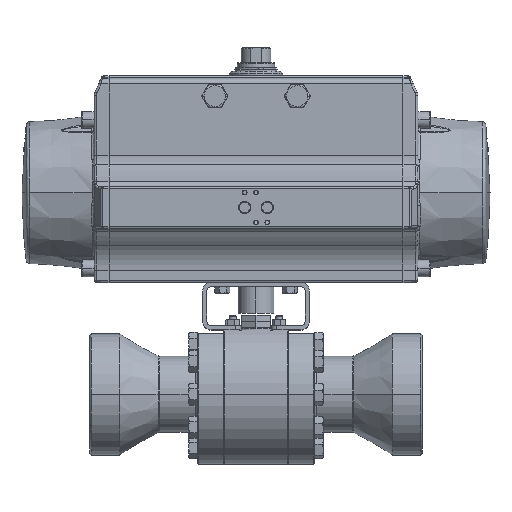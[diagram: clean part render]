
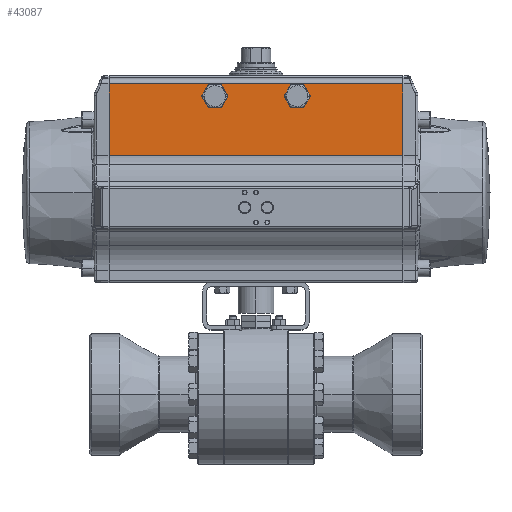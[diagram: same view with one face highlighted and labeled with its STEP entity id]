
A CAD part, top view. The second image highlights one B-rep face of the part: STEP entity #43087.
In plain terms, the highlighted planar face has unit normal (0, 0, 1).
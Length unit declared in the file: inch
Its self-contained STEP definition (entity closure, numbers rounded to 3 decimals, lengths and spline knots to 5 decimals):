
#1967 = CIRCLE ( 'NONE', #52368, 0.47244 ) ;
#2300 = B_SPLINE_CURVE_WITH_KNOTS ( 'NONE', 3,
 ( #15457, #35053, #74787, #35325 ),
 .UNSPECIFIED., .F., .F.,
 ( 4, 4 ),
 ( 0., 1. ),
 .UNSPECIFIED. ) ;
#4743 = CIRCLE ( 'NONE', #65169, 0.47244 ) ;
#7771 = DIRECTION ( 'NONE',  ( 0., 0., 1. ) ) ;
#9512 = CARTESIAN_POINT ( 'NONE',  ( -6.97834, 10.40503, 2.99093 ) ) ;
#11699 = CARTESIAN_POINT ( 'NONE',  ( -6.97834, 13.40258, 2.99093 ) ) ;
#14177 = DIRECTION ( 'NONE',  ( 0., 0., 1. ) ) ;
#15457 = CARTESIAN_POINT ( 'NONE',  ( -6.97834, 13.40258, 2.99093 ) ) ;
#16889 = EDGE_LOOP ( 'NONE', ( #55080, #22238 ) ) ;
#16966 = ORIENTED_EDGE ( 'NONE', *, *, #25881, .T. ) ;
#17807 = ORIENTED_EDGE ( 'NONE', *, *, #41511, .F. ) ;
#18962 = CARTESIAN_POINT ( 'NONE',  ( 5.38387, 13.40258, 2.99093 ) ) ;
#20141 = DIRECTION ( 'NONE',  ( 0., 1., 0. ) ) ;
#20378 = LINE ( 'NONE', #59631, #70885 ) ;
#22106 = EDGE_CURVE ( 'NONE', #62117, #63722, #36126, .T. ) ;
#22238 = ORIENTED_EDGE ( 'NONE', *, *, #43447, .F. ) ;
#24871 = ORIENTED_EDGE ( 'NONE', *, *, #39900, .F. ) ;
#25510 = CARTESIAN_POINT ( 'NONE',  ( 5.38387, 10.40503, 2.99093 ) ) ;
#25634 = VERTEX_POINT ( 'NONE', #82637 ) ;
#25881 = EDGE_CURVE ( 'NONE', #51455, #78658, #20378, .T. ) ;
#26262 = CARTESIAN_POINT ( 'NONE',  ( -6.97834, 13.40258, 2.99093 ) ) ;
#27352 = DIRECTION ( 'NONE',  ( 0., 0., 1. ) ) ;
#29321 = CARTESIAN_POINT ( 'NONE',  ( 0.93505, 12.89077, 2.99093 ) ) ;
#29889 = CARTESIAN_POINT ( 'NONE',  ( 0.6191, 12.89077, 2.99093 ) ) ;
#30565 = FACE_BOUND ( 'NONE', #35467, .T. ) ;
#32013 = VECTOR ( 'NONE', #79776, 39.37008 ) ;
#33705 = VERTEX_POINT ( 'NONE', #44878 ) ;
#34997 = PLANE ( 'NONE',  #84378 ) ;
#35053 = CARTESIAN_POINT ( 'NONE',  ( -2.8576, 13.40258, 2.99093 ) ) ;
#35137 = LINE ( 'NONE', #25510, #70215 ) ;
#35325 = CARTESIAN_POINT ( 'NONE',  ( 5.38387, 13.40258, 2.99093 ) ) ;
#35467 = EDGE_LOOP ( 'NONE', ( #17807, #24871 ) ) ;
#35934 = DIRECTION ( 'NONE',  ( 1., 0., 0. ) ) ;
#36126 = LINE ( 'NONE', #26262, #32013 ) ;
#37056 = CARTESIAN_POINT ( 'NONE',  ( 1.25099, 12.89077, 2.99093 ) ) ;
#39900 = EDGE_CURVE ( 'NONE', #74313, #51807, #51459, .T. ) ;
#41511 = EDGE_CURVE ( 'NONE', #51807, #74313, #79137, .T. ) ;
#41625 = DIRECTION ( 'NONE',  ( -1., 0., 0. ) ) ;
#43087 = ADVANCED_FACE ( 'NONE', ( #50135, #30565, #85142 ), #34997, .F. ) ;
#43447 = EDGE_CURVE ( 'NONE', #25634, #33705, #4743, .T. ) ;
#43855 = ORIENTED_EDGE ( 'NONE', *, *, #79198, .T. ) ;
#44878 = CARTESIAN_POINT ( 'NONE',  ( -2.05708, 12.89077, 2.99093 ) ) ;
#47256 = CARTESIAN_POINT ( 'NONE',  ( -2.52952, 12.89077, 2.99093 ) ) ;
#50135 = FACE_OUTER_BOUND ( 'NONE', #79239, .T. ) ;
#51455 = VERTEX_POINT ( 'NONE', #69451 ) ;
#51459 = CIRCLE ( 'NONE', #52241, 0.31594 ) ;
#51807 = VERTEX_POINT ( 'NONE', #37056 ) ;
#52241 = AXIS2_PLACEMENT_3D ( 'NONE', #66861, #27352, #73427 ) ;
#52368 = AXIS2_PLACEMENT_3D ( 'NONE', #47256, #7771, #53873 ) ;
#53653 = CARTESIAN_POINT ( 'NONE',  ( -2.52952, 12.89077, 2.99093 ) ) ;
#53873 = DIRECTION ( 'NONE',  ( 1., 0., 0. ) ) ;
#54595 = DIRECTION ( 'NONE',  ( 0., 0., -1. ) ) ;
#55080 = ORIENTED_EDGE ( 'NONE', *, *, #57314, .F. ) ;
#55661 = AXIS2_PLACEMENT_3D ( 'NONE', #29321, #75381, #35934 ) ;
#57314 = EDGE_CURVE ( 'NONE', #33705, #25634, #1967, .T. ) ;
#59631 = CARTESIAN_POINT ( 'NONE',  ( 5.38387, 10.40503, 2.99093 ) ) ;
#60284 = DIRECTION ( 'NONE',  ( 1., 0., 0. ) ) ;
#62117 = VERTEX_POINT ( 'NONE', #11699 ) ;
#63722 = VERTEX_POINT ( 'NONE', #9512 ) ;
#65169 = AXIS2_PLACEMENT_3D ( 'NONE', #53653, #14177, #60284 ) ;
#66861 = CARTESIAN_POINT ( 'NONE',  ( 0.93505, 12.89077, 2.99093 ) ) ;
#67882 = CARTESIAN_POINT ( 'NONE',  ( 5.38387, 13.40258, 2.99093 ) ) ;
#69330 = ORIENTED_EDGE ( 'NONE', *, *, #80624, .F. ) ;
#69451 = CARTESIAN_POINT ( 'NONE',  ( 5.38387, 10.40503, 2.99093 ) ) ;
#70215 = VECTOR ( 'NONE', #71602, 39.37008 ) ;
#70885 = VECTOR ( 'NONE', #20141, 39.37008 ) ;
#71602 = DIRECTION ( 'NONE',  ( 1., 0., 0. ) ) ;
#73426 = ORIENTED_EDGE ( 'NONE', *, *, #22106, .T. ) ;
#73427 = DIRECTION ( 'NONE',  ( 1., 0., 0. ) ) ;
#74313 = VERTEX_POINT ( 'NONE', #29889 ) ;
#74787 = CARTESIAN_POINT ( 'NONE',  ( 1.26313, 13.40258, 2.99093 ) ) ;
#75381 = DIRECTION ( 'NONE',  ( 0., 0., 1. ) ) ;
#78658 = VERTEX_POINT ( 'NONE', #18962 ) ;
#79137 = CIRCLE ( 'NONE', #55661, 0.31594 ) ;
#79198 = EDGE_CURVE ( 'NONE', #63722, #51455, #35137, .T. ) ;
#79239 = EDGE_LOOP ( 'NONE', ( #43855, #16966, #69330, #73426 ) ) ;
#79776 = DIRECTION ( 'NONE',  ( 0., -1., 0. ) ) ;
#80624 = EDGE_CURVE ( 'NONE', #62117, #78658, #2300, .T. ) ;
#82637 = CARTESIAN_POINT ( 'NONE',  ( -3.00196, 12.89077, 2.99093 ) ) ;
#84378 = AXIS2_PLACEMENT_3D ( 'NONE', #67882, #54595, #41625 ) ;
#85142 = FACE_BOUND ( 'NONE', #16889, .T. ) ;
